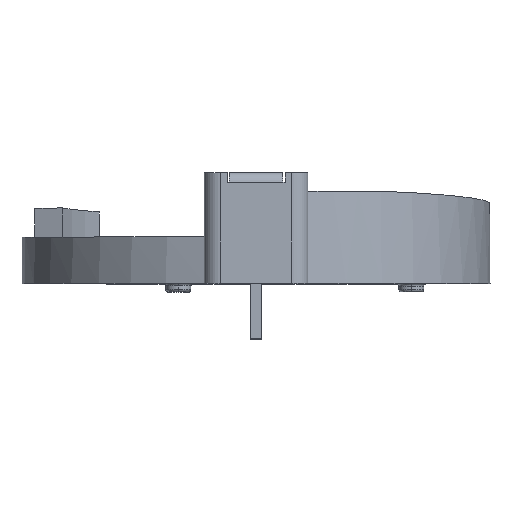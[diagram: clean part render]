
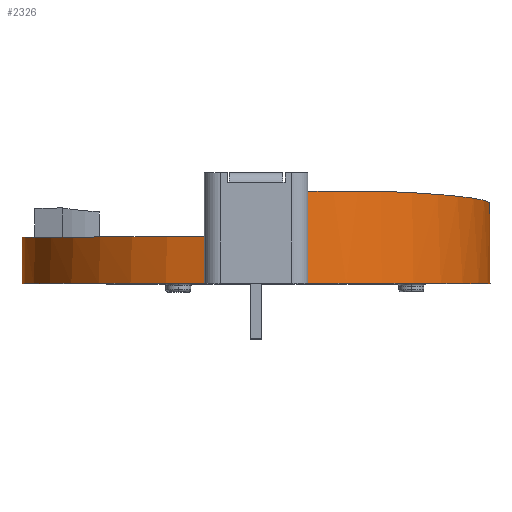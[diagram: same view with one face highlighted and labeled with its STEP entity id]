
A CAD part, top view. The second image highlights one B-rep face of the part: STEP entity #2326.
In plain terms, the highlighted cylindrical face has radius 14.351 mm (diameter 28.702 mm), a partial arc.
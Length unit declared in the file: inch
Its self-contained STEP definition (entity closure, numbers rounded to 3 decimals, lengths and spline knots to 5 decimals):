
#8 = DIRECTION ( 'NONE',  ( 0., 1., 0. ) ) ;
#43 = EDGE_CURVE ( 'NONE', #1744, #496, #2227, .T. ) ;
#52 = VERTEX_POINT ( 'NONE', #2950 ) ;
#82 = CARTESIAN_POINT ( 'NONE',  ( 0.66902, 0.20812, -0.08167 ) ) ;
#118 = LINE ( 'NONE', #1753, #2392 ) ;
#127 = VERTEX_POINT ( 'NONE', #2754 ) ;
#183 = ORIENTED_EDGE ( 'NONE', *, *, #365, .T. ) ;
#186 = ORIENTED_EDGE ( 'NONE', *, *, #2977, .F. ) ;
#208 = ORIENTED_EDGE ( 'NONE', *, *, #1467, .F. ) ;
#253 = CARTESIAN_POINT ( 'NONE',  ( 0., 0.107, 0. ) ) ;
#262 = AXIS2_PLACEMENT_3D ( 'NONE', #1634, #1887, #605 ) ;
#284 = CARTESIAN_POINT ( 'NONE',  ( 0., 0.107, 0. ) ) ;
#334 = CARTESIAN_POINT ( 'NONE',  ( 0.61243, 0.23032, 0.28142 ) ) ;
#338 = EDGE_CURVE ( 'NONE', #1860, #52, #2744, .T. ) ;
#365 = EDGE_CURVE ( 'NONE', #1014, #2661, #2739, .T. ) ;
#385 = CARTESIAN_POINT ( 'NONE',  ( -0.09811, 0.1814, -0.55642 ) ) ;
#388 = CARTESIAN_POINT ( 'NONE',  ( -0.43282, 0.1909, -0.36317 ) ) ;
#415 = CARTESIAN_POINT ( 'NONE',  ( 0.43282, 0.1909, -0.36317 ) ) ;
#447 = CIRCLE ( 'NONE', #3025, 0.565 ) ;
#456 = DIRECTION ( 'NONE',  ( 0., 1., 0. ) ) ;
#479 = LINE ( 'NONE', #1228, #2906 ) ;
#486 = CIRCLE ( 'NONE', #938, 0.565 ) ;
#496 = VERTEX_POINT ( 'NONE', #388 ) ;
#499 = AXIS2_PLACEMENT_3D ( 'NONE', #907, #2995, #2356 ) ;
#580 = ORIENTED_EDGE ( 'NONE', *, *, #2814, .F. ) ;
#581 = LINE ( 'NONE', #583, #1940 ) ;
#583 = CARTESIAN_POINT ( 'NONE',  ( 0.09811, 0.107, -0.55642 ) ) ;
#605 = DIRECTION ( 'NONE',  ( 0., 0., -1. ) ) ;
#694 = DIRECTION ( 'NONE',  ( 0., 1., 0. ) ) ;
#700 = CARTESIAN_POINT ( 'NONE',  ( -0.47742, 0.19415, -0.31001 ) ) ;
#739 = DIRECTION ( 'NONE',  ( 0., 0., -1. ) ) ;
#791 = ORIENTED_EDGE ( 'NONE', *, *, #1742, .F. ) ;
#804 = CARTESIAN_POINT ( 'NONE',  ( 0., 0.02, 0. ) ) ;
#812 = DIRECTION ( 'NONE',  ( 0., 0., 1. ) ) ;
#840 = CARTESIAN_POINT ( 'NONE',  ( 0.30175, 0.24233, 0.47767 ) ) ;
#881 = CARTESIAN_POINT ( 'NONE',  ( -0.09811, 0.107, -0.55642 ) ) ;
#907 = CARTESIAN_POINT ( 'NONE',  ( 0., 0.02, 0. ) ) ;
#938 = AXIS2_PLACEMENT_3D ( 'NONE', #253, #456, #739 ) ;
#981 = VECTOR ( 'NONE', #2572, 39.37008 ) ;
#1014 = VERTEX_POINT ( 'NONE', #1777 ) ;
#1034 = EDGE_CURVE ( 'NONE', #1876, #1744, #479, .T. ) ;
#1036 = DIRECTION ( 'NONE',  ( 0., 0., -1. ) ) ;
#1092 = CARTESIAN_POINT ( 'NONE',  ( 0.43282, 0.1909, -0.36317 ) ) ;
#1096 = DIRECTION ( 'NONE',  ( 0., 1., 0. ) ) ;
#1129 = EDGE_CURVE ( 'NONE', #1876, #2796, #2664, .T. ) ;
#1210 = VERTEX_POINT ( 'NONE', #840 ) ;
#1228 = CARTESIAN_POINT ( 'NONE',  ( -0.5342, 0.132, -0.184 ) ) ;
#1339 = VERTEX_POINT ( 'NONE', #385 ) ;
#1436 = DIRECTION ( 'NONE',  ( 0., 1., 0. ) ) ;
#1467 = EDGE_CURVE ( 'NONE', #52, #127, #2314, .T. ) ;
#1479 = CARTESIAN_POINT ( 'NONE',  ( 0.125, 0.02, 0.551 ) ) ;
#1486 = DIRECTION ( 'NONE',  ( 0., 1., 0. ) ) ;
#1519 = DIRECTION ( 'NONE',  ( 0., 1., 0. ) ) ;
#1540 = EDGE_CURVE ( 'NONE', #1860, #2796, #118, .T. ) ;
#1561 = DIRECTION ( 'NONE',  ( 0., 1., 0. ) ) ;
#1605 = CARTESIAN_POINT ( 'NONE',  ( -0.5342, 0.20186, -0.184 ) ) ;
#1613 = DIRECTION ( 'NONE',  ( 0., 0., 1. ) ) ;
#1634 = CARTESIAN_POINT ( 'NONE',  ( 0., 0.1814, 0. ) ) ;
#1651 = VECTOR ( 'NONE', #694, 39.37008 ) ;
#1679 = CARTESIAN_POINT ( 'NONE',  ( -0.125, 0.02, 0.551 ) ) ;
#1722 = CARTESIAN_POINT ( 'NONE',  ( -0.5342, 0.20186, -0.184 ) ) ;
#1742 = EDGE_CURVE ( 'NONE', #2993, #1339, #2898, .T. ) ;
#1744 = VERTEX_POINT ( 'NONE', #1605 ) ;
#1753 = CARTESIAN_POINT ( 'NONE',  ( -0.125, 0.02, 0.551 ) ) ;
#1755 = EDGE_CURVE ( 'NONE', #2943, #496, #2859, .T. ) ;
#1777 = CARTESIAN_POINT ( 'NONE',  ( 0.43282, 0.107, -0.36317 ) ) ;
#1785 = AXIS2_PLACEMENT_3D ( 'NONE', #2557, #1561, #812 ) ;
#1806 = VERTEX_POINT ( 'NONE', #2585 ) ;
#1825 = VERTEX_POINT ( 'NONE', #2635 ) ;
#1852 = VECTOR ( 'NONE', #1436, 39.37008 ) ;
#1860 = VERTEX_POINT ( 'NONE', #1679 ) ;
#1876 = VERTEX_POINT ( 'NONE', #2680 ) ;
#1887 = DIRECTION ( 'NONE',  ( 0., 1., 0. ) ) ;
#1890 = CARTESIAN_POINT ( 'NONE',  ( 0.09811, 0.1814, -0.55642 ) ) ;
#1896 = EDGE_CURVE ( 'NONE', #1825, #1339, #3018, .T. ) ;
#1940 = VECTOR ( 'NONE', #1096, 39.37008 ) ;
#1964 = EDGE_LOOP ( 'NONE', ( #2180, #2861, #2798, #580, #2010, #791, #2475, #2169, #183, #186, #2107, #208, #2655, #2095, #3101 ) ) ;
#1988 = CARTESIAN_POINT ( 'NONE',  ( -0.5116, 0.19784, -0.24962 ) ) ;
#2010 = ORIENTED_EDGE ( 'NONE', *, *, #1896, .T. ) ;
#2032 = DIRECTION ( 'NONE',  ( 0., 0., 1. ) ) ;
#2095 = ORIENTED_EDGE ( 'NONE', *, *, #1540, .T. ) ;
#2107 = ORIENTED_EDGE ( 'NONE', *, *, #2302, .F. ) ;
#2150 = AXIS2_PLACEMENT_3D ( 'NONE', #2566, #1519, #2032 ) ;
#2169 = ORIENTED_EDGE ( 'NONE', *, *, #2858, .F. ) ;
#2180 = ORIENTED_EDGE ( 'NONE', *, *, #1034, .T. ) ;
#2195 = VECTOR ( 'NONE', #3132, 39.37008 ) ;
#2221 = DIRECTION ( 'NONE',  ( 0., 1., 0. ) ) ;
#2227 =( BOUNDED_CURVE ( )  B_SPLINE_CURVE ( 3, ( #1722, #1988, #700, #2716 ),
 .UNSPECIFIED., .F., .T. ) 
 B_SPLINE_CURVE_WITH_KNOTS ( ( 4, 4 ),
 ( 1.90252, 2.26893 ),
 .UNSPECIFIED. ) 
 CURVE ( )  GEOMETRIC_REPRESENTATION_ITEM ( )  RATIONAL_B_SPLINE_CURVE ( ( 1., 0.989, 0.989, 1. ) ) 
 REPRESENTATION_ITEM ( '' )  );
#2246 = CIRCLE ( 'NONE', #2150, 0.565 ) ;
#2302 = EDGE_CURVE ( 'NONE', #127, #1210, #2246, .T. ) ;
#2313 = EDGE_CURVE ( 'NONE', #1806, #2993, #581, .T. ) ;
#2314 = LINE ( 'NONE', #1479, #1651 ) ;
#2326 = ADVANCED_FACE ( 'NONE', ( #2599 ), #3200, .T. ) ;
#2339 = CARTESIAN_POINT ( 'NONE',  ( 0.43282, 0.287, -0.36317 ) ) ;
#2356 = DIRECTION ( 'NONE',  ( 0., 0., 1. ) ) ;
#2392 = VECTOR ( 'NONE', #2221, 39.37008 ) ;
#2418 = AXIS2_PLACEMENT_3D ( 'NONE', #804, #3292, #1613 ) ;
#2475 = ORIENTED_EDGE ( 'NONE', *, *, #2313, .F. ) ;
#2557 = CARTESIAN_POINT ( 'NONE',  ( 0., 0.132, 0. ) ) ;
#2566 = CARTESIAN_POINT ( 'NONE',  ( 0., 0.24233, 0. ) ) ;
#2572 = DIRECTION ( 'NONE',  ( 0., 1., 0. ) ) ;
#2585 = CARTESIAN_POINT ( 'NONE',  ( 0.09811, 0.107, -0.55642 ) ) ;
#2599 = FACE_OUTER_BOUND ( 'NONE', #1964, .T. ) ;
#2608 = CARTESIAN_POINT ( 'NONE',  ( 0.30175, 0.24233, 0.47767 ) ) ;
#2635 = CARTESIAN_POINT ( 'NONE',  ( -0.09811, 0.107, -0.55642 ) ) ;
#2655 = ORIENTED_EDGE ( 'NONE', *, *, #338, .F. ) ;
#2661 = VERTEX_POINT ( 'NONE', #415 ) ;
#2664 = CIRCLE ( 'NONE', #1785, 0.565 ) ;
#2680 = CARTESIAN_POINT ( 'NONE',  ( -0.5342, 0.132, -0.184 ) ) ;
#2716 = CARTESIAN_POINT ( 'NONE',  ( -0.43282, 0.1909, -0.36317 ) ) ;
#2721 = CARTESIAN_POINT ( 'NONE',  ( -0.125, 0.132, 0.551 ) ) ;
#2739 = LINE ( 'NONE', #2339, #981 ) ;
#2744 = CIRCLE ( 'NONE', #499, 0.565 ) ;
#2754 = CARTESIAN_POINT ( 'NONE',  ( 0.125, 0.24233, 0.551 ) ) ;
#2796 = VERTEX_POINT ( 'NONE', #2721 ) ;
#2798 = ORIENTED_EDGE ( 'NONE', *, *, #1755, .F. ) ;
#2814 = EDGE_CURVE ( 'NONE', #1825, #2943, #486, .T. ) ;
#2837 = CARTESIAN_POINT ( 'NONE',  ( -0.43282, 0.107, -0.36317 ) ) ;
#2845 = CARTESIAN_POINT ( 'NONE',  ( -0.43282, 0.287, -0.36317 ) ) ;
#2858 = EDGE_CURVE ( 'NONE', #1014, #1806, #447, .T. ) ;
#2859 = LINE ( 'NONE', #2845, #2195 ) ;
#2861 = ORIENTED_EDGE ( 'NONE', *, *, #43, .T. ) ;
#2898 = CIRCLE ( 'NONE', #262, 0.565 ) ;
#2906 = VECTOR ( 'NONE', #1486, 39.37008 ) ;
#2943 = VERTEX_POINT ( 'NONE', #2837 ) ;
#2950 = CARTESIAN_POINT ( 'NONE',  ( 0.125, 0.02, 0.551 ) ) ;
#2977 = EDGE_CURVE ( 'NONE', #1210, #2661, #3019, .T. ) ;
#2993 = VERTEX_POINT ( 'NONE', #1890 ) ;
#2995 = DIRECTION ( 'NONE',  ( 0., -1., 0. ) ) ;
#3018 = LINE ( 'NONE', #881, #1852 ) ;
#3019 =( BOUNDED_CURVE ( )  B_SPLINE_CURVE ( 3, ( #2608, #334, #82, #1092 ),
 .UNSPECIFIED., .F., .F. ) 
 B_SPLINE_CURVE_WITH_KNOTS ( ( 4, 4 ),
 ( 0.56341, 2.26893 ),
 .UNSPECIFIED. ) 
 CURVE ( )  GEOMETRIC_REPRESENTATION_ITEM ( )  RATIONAL_B_SPLINE_CURVE ( ( 1., 0.772, 0.772, 1. ) ) 
 REPRESENTATION_ITEM ( '' )  );
#3025 = AXIS2_PLACEMENT_3D ( 'NONE', #284, #8, #1036 ) ;
#3101 = ORIENTED_EDGE ( 'NONE', *, *, #1129, .F. ) ;
#3132 = DIRECTION ( 'NONE',  ( 0., 1., 0. ) ) ;
#3200 = CYLINDRICAL_SURFACE ( 'NONE', #2418, 0.565 ) ;
#3292 = DIRECTION ( 'NONE',  ( 0., 1., 0. ) ) ;
